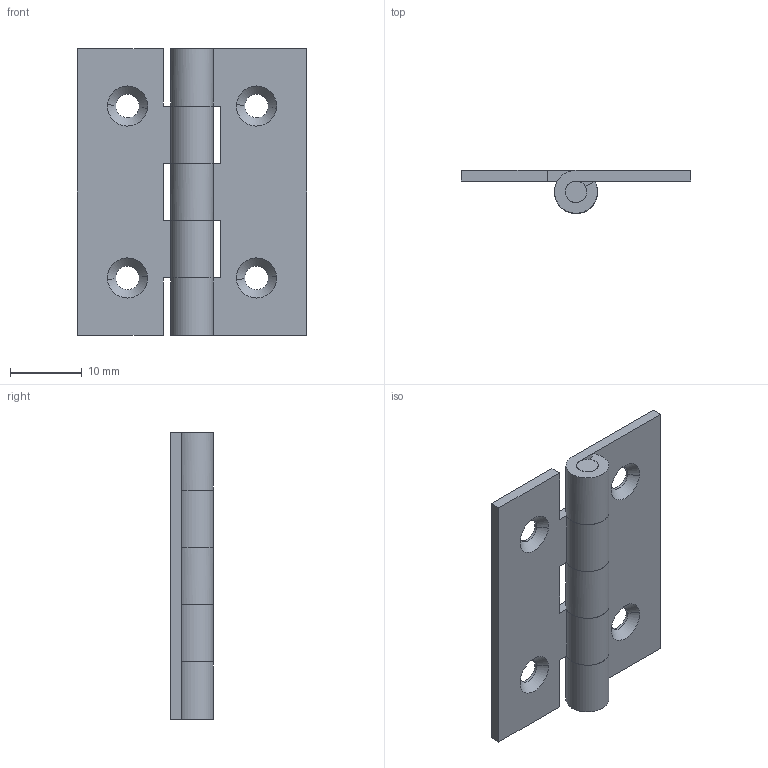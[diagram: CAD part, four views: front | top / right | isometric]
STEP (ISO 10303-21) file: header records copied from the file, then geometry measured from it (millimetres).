
FILE_DESCRIPTION((''),'2;1');
FILE_NAME('','2005-04-20T10:53:22',(''),(''),'','CADfix','');
FILE_SCHEMA(('AUTOMOTIVE_DESIGN'));
Length unit declared in the file: millimetre
Products named in the file (4): shaft; hinge piece_B; hinge piece_A; TH_TM_6_24420_36
Assembly tree (3 placements, depth 2):
  TH_TM_6_24420_36
    shaft
    hinge piece_B
    hinge piece_A
Bounding box: 32 x 6 x 40 mm (x, y, z)
Volume: 2582.1 mm3; surface area: 4091.2 mm2
Topology: 3 solids, 3 shells, 58 faces, 182 edges, 130 vertices
Faces by surface type: bspline 58
Entity records: 2349 total; most frequent: CARTESIAN_POINT 1246, ORIENTED_EDGE 364, EDGE_CURVE 182, VERTEX_POINT 130, QUASI_UNIFORM_CURVE 100, EDGE_LOOP 66, FACE_OUTER_BOUND 58, ADVANCED_FACE 58
